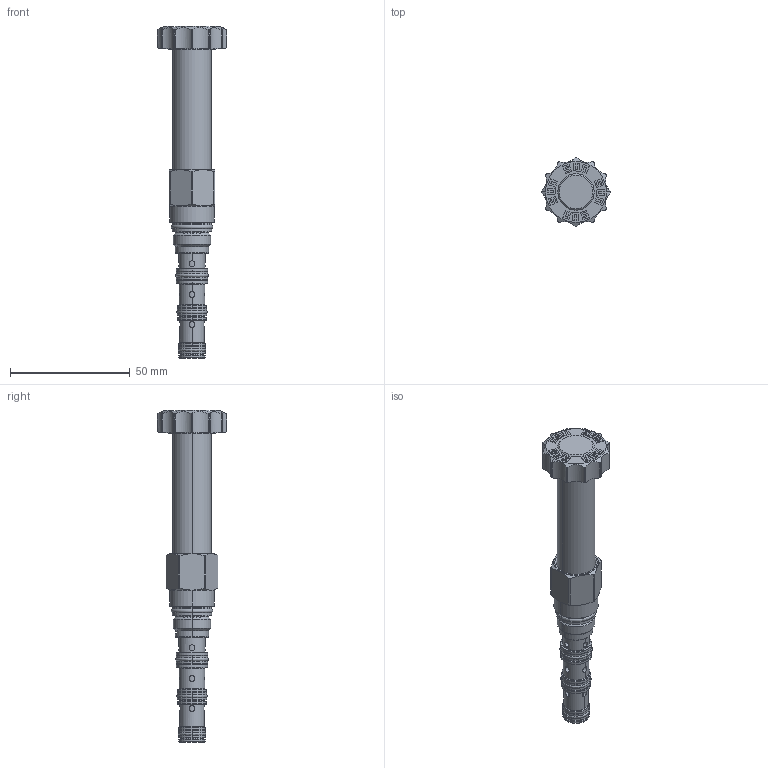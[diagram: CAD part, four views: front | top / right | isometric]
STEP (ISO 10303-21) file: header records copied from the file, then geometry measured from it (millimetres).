
FILE_DESCRIPTION((''),'2;1');
FILE_NAME('DNBDXCN','2022-02-23T11:35:11',('AlainG'),('Sun Hydraulics LLC'),'CREO PARAMETRIC BY PTC INC, 2021072','CREO PARAMETRIC BY PTC INC, 2021072','');
FILE_SCHEMA(('AUTOMOTIVE_DESIGN { 1 0 10303 214 1 1 1 1 }'));
Length unit declared in the file: inch
Products named in the file (1): DNBDXCN
Bounding box: 29.21 x 29.21 x 138.79 mm (x, y, z)
Volume: 28258.9 mm3; surface area: 12048.1 mm2
Topology: 5 solids, 5 shells, 485 faces, 1167 edges, 733 vertices
Faces by surface type: cylinder 170, plane 168, torus 83, cone 44, revolution 20
Entity records: 21441 total; most frequent: CARTESIAN_POINT 5960, DIRECTION 2372, ORIENTED_EDGE 2330, EDGE_CURVE 1165, AXIS2_PLACEMENT_3D 905, VERTEX_POINT 733, VECTOR 539, LINE 539
